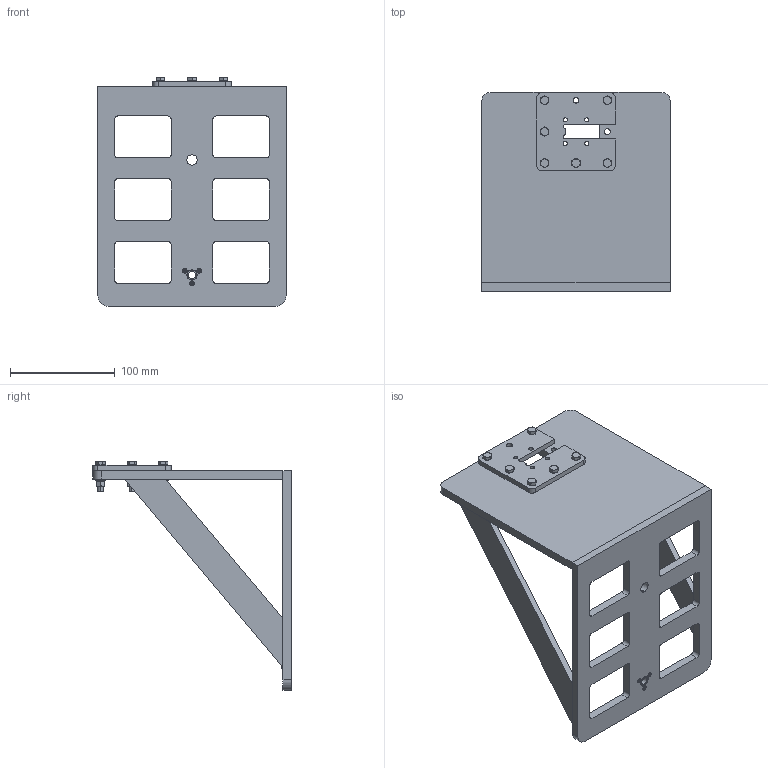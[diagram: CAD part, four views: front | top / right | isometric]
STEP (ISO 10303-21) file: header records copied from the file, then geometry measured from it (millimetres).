
FILE_DESCRIPTION (( 'STEP AP214' ), '1' );
FILE_NAME ('FMWAN051-LMT_3D.step', '2023-11-01T18:11:31', ( '' ), ( '' ), 'SwSTEP 2.0', 'SolidWorks 2022', '' );
FILE_SCHEMA (( 'AUTOMOTIVE_DESIGN' ));
Length unit declared in the file: inch
Products named in the file (9): FMWAN051-LMT_3D; Copy of 908ÂÝÄ¸^FMWAN051-LMT; Copy of HD-ZJL180-R^FMWAN051-LMT; Copy of hexagon head bolts-full thread gb_GB_FASTENER_BOLT_STBAB A M5X25-N^FMWAN051-LMT; Copy of cross recessed countersunk head screws gb1_GB_CROSS_SCREWS_TYPE4 M2X8-6.8  H type-N^FMWAN051-LMT; Copy of plain washers-n series-grade a gb_GB_FASTENER_WASHER_PWNA 5^FMWAN051-LMT; Copy of spring lock washers--normal type gb_GB_FASTENER_WASHER_SW 5^FMWAN051-LMT; Copy of hex nuts, style 1-grades ab gb_GB_FASTENER_NUT_SNAB1 M5-N^FMWAN051-LMT; Copy of HD-ZJL180-R ×ª½Ó°å^FMWAN051-LMT
Assembly tree (31 placements, depth 2):
  FMWAN051-LMT_3D
    Copy of HD-ZJL180-R^FMWAN051-LMT
    Copy of HD-ZJL180-R ×ª½Ó°å^FMWAN051-LMT
    Copy of 908ÂÝÄ¸^FMWAN051-LMT
    Copy of cross recessed countersunk head screws gb1_GB_CROSS_SCREWS_TYPE4 M2X8-6.8  H type-N^FMWAN051-LMT  x3
    Copy of hexagon head bolts-full thread gb_GB_FASTENER_BOLT_STBAB A M5X25-N^FMWAN051-LMT  x6
    Copy of plain washers-n series-grade a gb_GB_FASTENER_WASHER_PWNA 5^FMWAN051-LMT  x6
    Copy of spring lock washers--normal type gb_GB_FASTENER_WASHER_SW 5^FMWAN051-LMT  x7
    Copy of hex nuts, style 1-grades ab gb_GB_FASTENER_NUT_SNAB1 M5-N^FMWAN051-LMT  x6
Bounding box: 180 x 190 x 218.65 mm (x, y, z)
Volume: 539368.4 mm3; surface area: 183260 mm2
Topology: 34 solids, 34 shells, 631 faces, 1548 edges, 996 vertices
Faces by surface type: plane 289, cylinder 214, cone 128
Entity records: 9061 total; most frequent: CARTESIAN_POINT 1590, DIRECTION 1544, ORIENTED_EDGE 1380, EDGE_CURVE 690, AXIS2_PLACEMENT_3D 588, VERTEX_POINT 450, LINE 368, VECTOR 368
